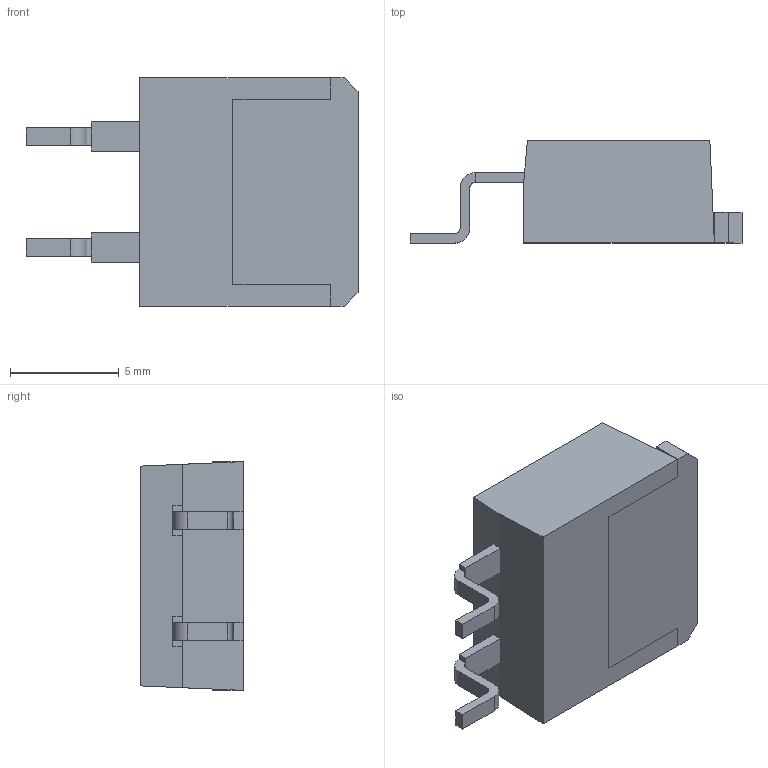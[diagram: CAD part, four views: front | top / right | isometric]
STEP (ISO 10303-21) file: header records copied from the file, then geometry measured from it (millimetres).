
FILE_DESCRIPTION (( 'STEP AP214' ), '1' );
FILE_NAME ('MBRS10100CT.STEP', '2022-01-04T01:33:48', ( '' ), ( '' ), 'SwSTEP 2.0', 'SolidWorks 2017', '' );
FILE_SCHEMA (( 'AUTOMOTIVE_DESIGN' ));
Length unit declared in the file: millimetre
Products named in the file (1): MBRS10100CT
Bounding box: 15.24 x 4.7 x 10.5 mm (x, y, z)
Volume: 441.9 mm3; surface area: 558.1 mm2
Topology: 4 solids, 4 shells, 59 faces, 145 edges, 94 vertices
Faces by surface type: plane 51, cylinder 8
Entity records: 1772 total; most frequent: CARTESIAN_POINT 299, ORIENTED_EDGE 290, DIRECTION 281, EDGE_CURVE 145, LINE 129, VECTOR 129, VERTEX_POINT 94, AXIS2_PLACEMENT_3D 76
